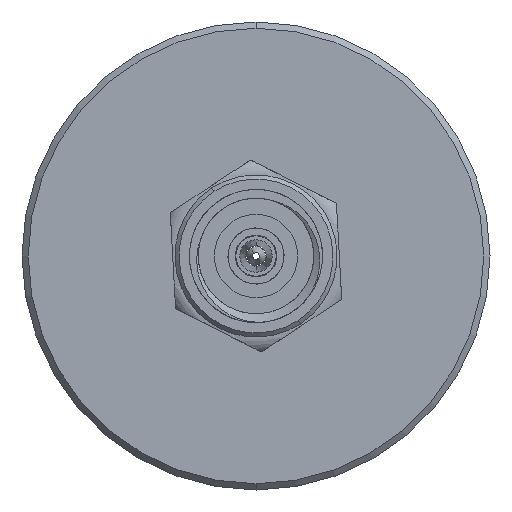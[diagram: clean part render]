
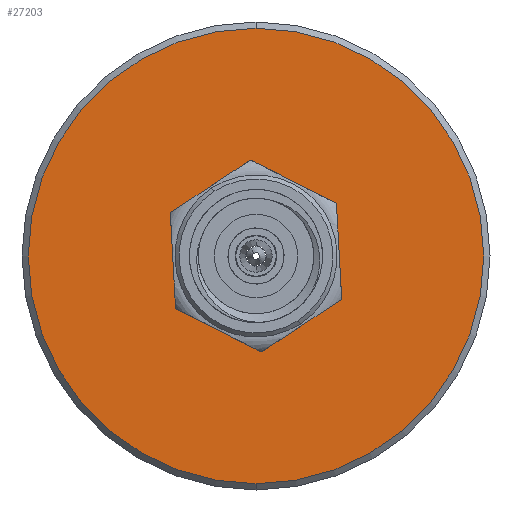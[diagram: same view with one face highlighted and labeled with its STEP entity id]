
A CAD part, front view. The second image highlights one B-rep face of the part: STEP entity #27203.
In plain terms, the highlighted planar face has unit normal (0, -1, 0).
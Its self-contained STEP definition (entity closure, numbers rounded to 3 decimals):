
#6086 = DIRECTION ( 'NONE',  ( 0., 0., -1. ) ) ;
#10466 = CARTESIAN_POINT ( 'NONE',  ( -11.25, 0., 0. ) ) ;
#11877 = EDGE_CURVE ( 'NONE', #117585, #43763, #56027, .T. ) ;
#12026 = CARTESIAN_POINT ( 'NONE',  ( 0., 0., 0. ) ) ;
#16622 = CARTESIAN_POINT ( 'NONE',  ( 0., 0., 0. ) ) ;
#20145 = CARTESIAN_POINT ( 'NONE',  ( 0., 0., 1.5 ) ) ;
#21968 = DIRECTION ( 'NONE',  ( 0., -1., 0. ) ) ;
#22426 = ORIENTED_EDGE ( 'NONE', *, *, #73888, .T. ) ;
#26614 = EDGE_LOOP ( 'NONE', ( #61374, #22426 ) ) ;
#27203 = ADVANCED_FACE ( 'NONE', ( #106169, #112336 ), #41967, .T. ) ;
#31456 = DIRECTION ( 'NONE',  ( 0., -1., 0. ) ) ;
#33029 = CARTESIAN_POINT ( 'NONE',  ( 0., 0., -10.95 ) ) ;
#40292 = CIRCLE ( 'NONE', #81268, 10.95 ) ;
#40564 = DIRECTION ( 'NONE',  ( 0., 0., -1. ) ) ;
#41967 = PLANE ( 'NONE',  #87124 ) ;
#43638 = CARTESIAN_POINT ( 'NONE',  ( 0., 0., 10.95 ) ) ;
#43763 = VERTEX_POINT ( 'NONE', #60764 ) ;
#45986 = AXIS2_PLACEMENT_3D ( 'NONE', #12026, #21968, #91112 ) ;
#49186 = EDGE_CURVE ( 'NONE', #121697, #118765, #40292, .T. ) ;
#52143 = AXIS2_PLACEMENT_3D ( 'NONE', #16622, #86612, #56359 ) ;
#56027 = CIRCLE ( 'NONE', #52143, 1.5 ) ;
#56359 = DIRECTION ( 'NONE',  ( 0., 0., -1. ) ) ;
#60764 = CARTESIAN_POINT ( 'NONE',  ( 0., 0., -1.5 ) ) ;
#61374 = ORIENTED_EDGE ( 'NONE', *, *, #49186, .T. ) ;
#68443 = ORIENTED_EDGE ( 'NONE', *, *, #11877, .F. ) ;
#68477 = EDGE_CURVE ( 'NONE', #43763, #117585, #69239, .T. ) ;
#69239 = CIRCLE ( 'NONE', #45986, 1.5 ) ;
#69633 = DIRECTION ( 'NONE',  ( 0., -1., 0. ) ) ;
#73888 = EDGE_CURVE ( 'NONE', #118765, #121697, #101270, .T. ) ;
#75626 = CARTESIAN_POINT ( 'NONE',  ( 0., 0., 0. ) ) ;
#81268 = AXIS2_PLACEMENT_3D ( 'NONE', #75626, #115013, #6086 ) ;
#86612 = DIRECTION ( 'NONE',  ( 0., -1., 0. ) ) ;
#87124 = AXIS2_PLACEMENT_3D ( 'NONE', #10466, #69633, #111125 ) ;
#91112 = DIRECTION ( 'NONE',  ( 0., 0., -1. ) ) ;
#98886 = EDGE_LOOP ( 'NONE', ( #112230, #68443 ) ) ;
#99805 = CARTESIAN_POINT ( 'NONE',  ( 0., 0., 0. ) ) ;
#101270 = CIRCLE ( 'NONE', #124579, 10.95 ) ;
#106169 = FACE_BOUND ( 'NONE', #98886, .T. ) ;
#111125 = DIRECTION ( 'NONE',  ( 0., 0., -1. ) ) ;
#112230 = ORIENTED_EDGE ( 'NONE', *, *, #68477, .F. ) ;
#112336 = FACE_OUTER_BOUND ( 'NONE', #26614, .T. ) ;
#115013 = DIRECTION ( 'NONE',  ( 0., -1., 0. ) ) ;
#117585 = VERTEX_POINT ( 'NONE', #20145 ) ;
#118765 = VERTEX_POINT ( 'NONE', #33029 ) ;
#121697 = VERTEX_POINT ( 'NONE', #43638 ) ;
#124579 = AXIS2_PLACEMENT_3D ( 'NONE', #99805, #31456, #40564 ) ;
